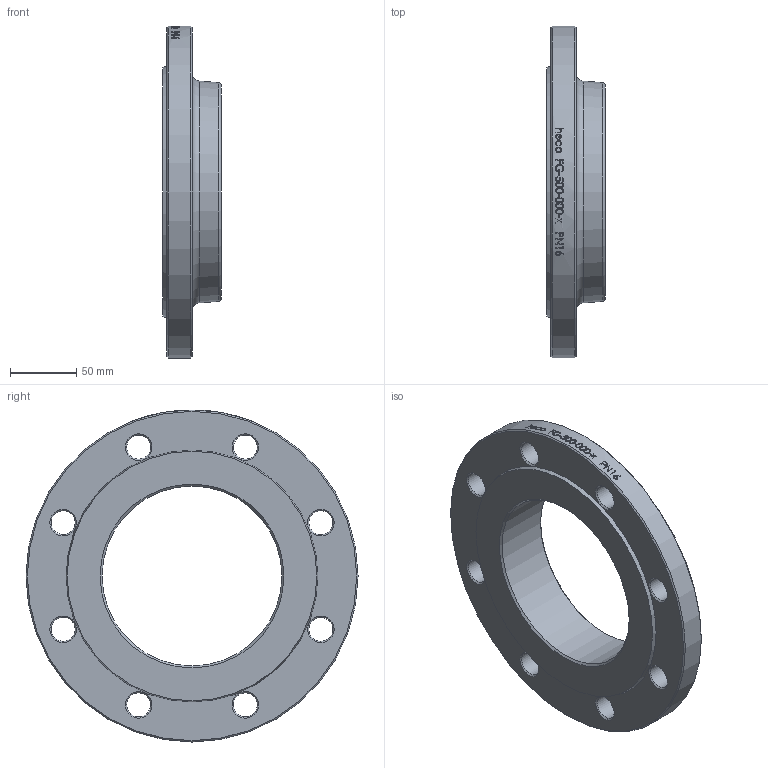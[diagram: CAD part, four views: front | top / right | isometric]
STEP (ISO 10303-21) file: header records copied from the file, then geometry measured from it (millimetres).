
FILE_DESCRIPTION (( 'STEP AP214' ), '1' );
FILE_NAME ('FG-500-000-x Gewindeflansch PN16 2102.STEP', '2021-02-03T09:36:59', ( '' ), ( '' ), 'SwSTEP 2.0', 'SolidWorks 2019', '' );
FILE_SCHEMA (( 'AUTOMOTIVE_DESIGN' ));
Length unit declared in the file: millimetre
Products named in the file (1): FG-500-000-x Gewindeflansch PN16 2102
Bounding box: 44 x 250 x 250 mm (x, y, z)
Volume: 821558 mm3; surface area: 115834.3 mm2
Topology: 1 solids, 1 shells, 67 faces, 289 edges, 254 vertices
Faces by surface type: cylinder 39, cone 22, plane 4, torus 2
Full cylindrical faces by diameter (mm): 18 x8, 135.472 x1, 250 x1
Entity records: 7693 total; most frequent: CARTESIAN_POINT 5287, ORIENTED_EDGE 484, DIRECTION 327, EDGE_CURVE 242, VERTEX_POINT 242, EDGE_LOOP 150, AXIS2_PLACEMENT_3D 150, B_SPLINE_CURVE_WITH_KNOTS 133
